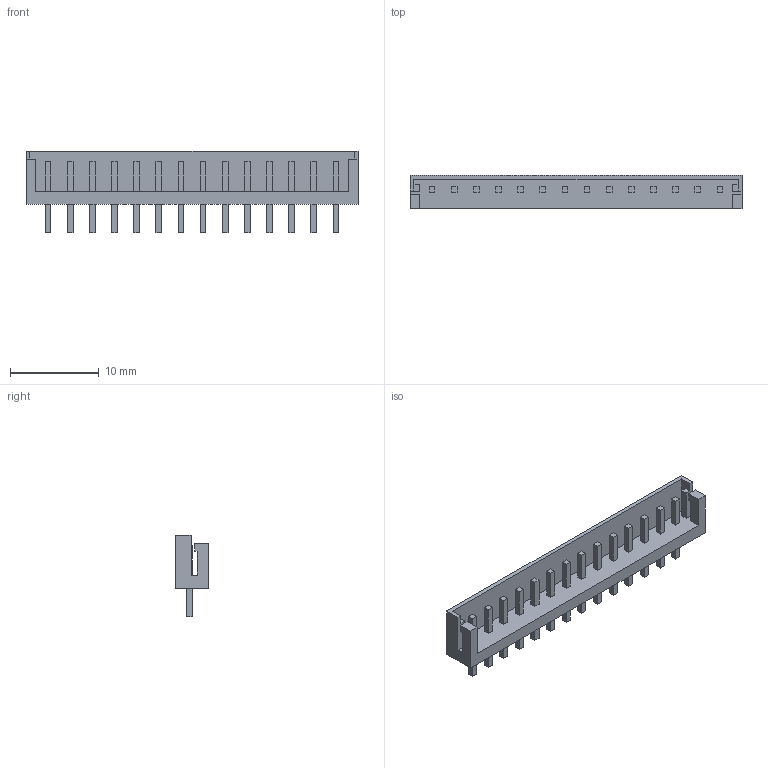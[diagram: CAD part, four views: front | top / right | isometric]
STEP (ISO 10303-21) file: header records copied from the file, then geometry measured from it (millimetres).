
FILE_DESCRIPTION(('FreeCAD Model'),'2;1');
FILE_NAME('JST_EH_14B-EH-A_14x2.50mm_Straight.STEP','2016-03-22T23:09:49',('Author' ),(''),'Open CASCADE STEP processor 6.8','FreeCAD','Unknown');
FILE_SCHEMA(('AUTOMOTIVE_DESIGN_CC2 { 1 2 10303 214 -1 1 5 4 }'));
Length unit declared in the file: millimetre
Products named in the file (1): B14B-EH-A
Bounding box: 37.5 x 3.8 x 9.2 mm (x, y, z)
Volume: 354.4 mm3; surface area: 1051.8 mm2
Topology: 1 solids, 1 shells, 168 faces, 414 edges, 276 vertices
Faces by surface type: plane 168
Entity records: 11429 total; most frequent: CARTESIAN_POINT 1687, DIRECTION 1580, LINE 1242, VECTOR 1242, ORIENTED_EDGE 828, PCURVE 828, DEFINITIONAL_REPRESENTATION 828, EDGE_CURVE 414
